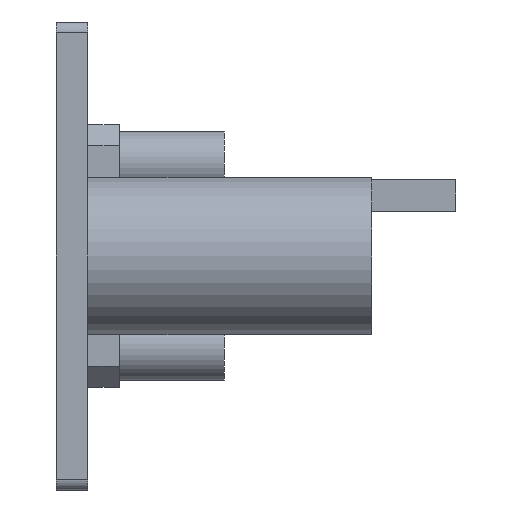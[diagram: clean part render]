
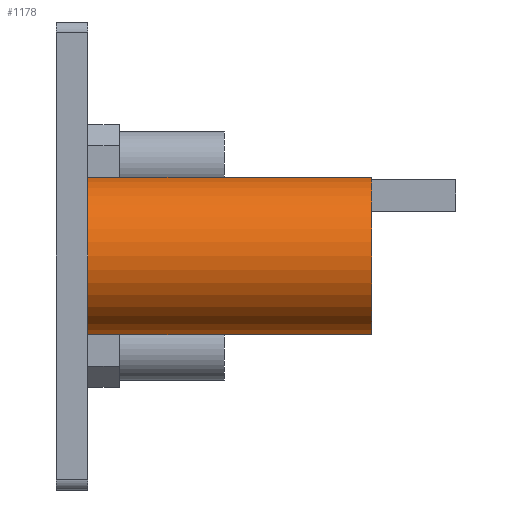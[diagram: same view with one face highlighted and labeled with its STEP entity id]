
A CAD part, left-side view. The second image highlights one B-rep face of the part: STEP entity #1178.
In plain terms, the highlighted cylindrical face has radius 7.5 mm (diameter 15 mm), a full revolution.
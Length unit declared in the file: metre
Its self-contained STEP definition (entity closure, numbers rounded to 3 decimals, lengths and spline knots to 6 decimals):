
#30=CYLINDRICAL_SURFACE('',#1285,0.0075);
#43=CIRCLE('',#1234,0.0075);
#69=CIRCLE('',#1286,0.0075);
#249=ORIENTED_EDGE('',*,*,#489,.F.);
#250=ORIENTED_EDGE('',*,*,#407,.T.);
#407=EDGE_CURVE('',#563,#563,#43,.T.);
#489=EDGE_CURVE('',#621,#621,#69,.T.);
#563=VERTEX_POINT('',#1700);
#621=VERTEX_POINT('',#1866);
#928=EDGE_LOOP('',(#249));
#929=EDGE_LOOP('',(#250));
#1038=FACE_BOUND('',#928,.T.);
#1039=FACE_BOUND('',#929,.T.);
#1178=ADVANCED_FACE('',(#1038,#1039),#30,.T.);
#1234=AXIS2_PLACEMENT_3D('',#1699,#1357,#1358);
#1285=AXIS2_PLACEMENT_3D('',#1864,#1515,#1516);
#1286=AXIS2_PLACEMENT_3D('',#1865,#1517,#1518);
#1357=DIRECTION('',(0.,-1.,0.));
#1358=DIRECTION('',(0.,0.,-1.));
#1515=DIRECTION('',(0.,1.,0.));
#1516=DIRECTION('',(0.,0.,1.));
#1517=DIRECTION('',(0.,-1.,0.));
#1518=DIRECTION('',(0.,0.,-1.));
#1699=CARTESIAN_POINT('',(-0.087,0.,0.));
#1700=CARTESIAN_POINT('',(-0.087,0.,-0.0075));
#1864=CARTESIAN_POINT('',(-0.087,-0.027,0.));
#1865=CARTESIAN_POINT('',(-0.087,-0.027,0.));
#1866=CARTESIAN_POINT('',(-0.087,-0.027,-0.0075));
